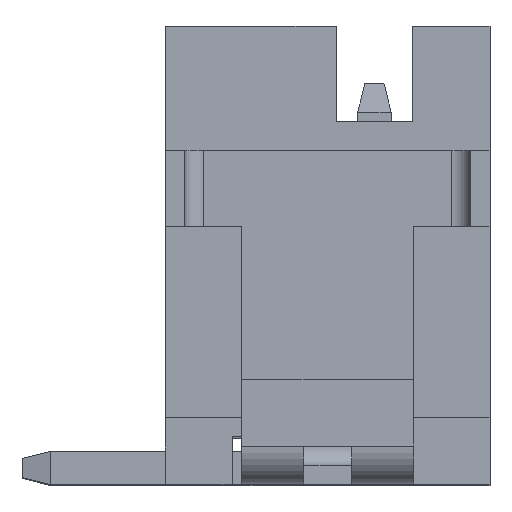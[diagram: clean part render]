
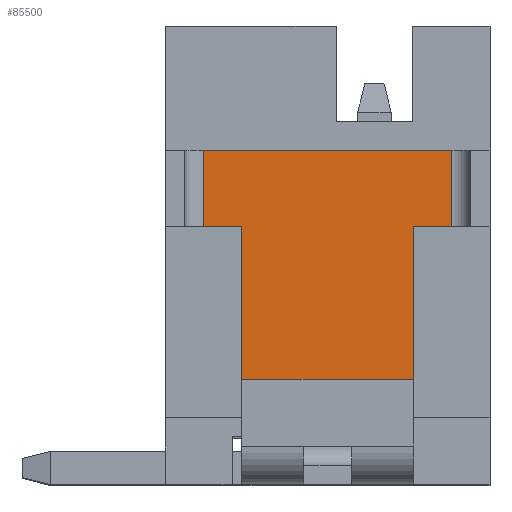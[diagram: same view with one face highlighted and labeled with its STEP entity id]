
A CAD part, top view. The second image highlights one B-rep face of the part: STEP entity #85500.
In plain terms, the highlighted planar face has unit normal (0, 0, 1).
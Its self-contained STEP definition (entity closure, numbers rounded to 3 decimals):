
#44820=CARTESIAN_POINT('',(0.783,1.47,9.15));
#44830=VERTEX_POINT('',#44820);
#44860=CARTESIAN_POINT('',(0.,1.47,9.15));
#44870=DIRECTION('',(1.,0.,0.));
#44880=VECTOR('',#44870,1.);
#44890=LINE('',#44860,#44880);
#44900=CARTESIAN_POINT('',(-1.817,1.47,9.15));
#44910=VERTEX_POINT('',#44900);
#44920=EDGE_CURVE('',#44910,#44830,#44890,.T.);
#65040=CARTESIAN_POINT('',(0.383,-1.63,9.15));
#65050=VERTEX_POINT('',#65040);
#65080=CARTESIAN_POINT('',(0.383,0.,9.15)
);
#65090=DIRECTION('',(0.,-1.,0.));
#65100=VECTOR('',#65090,1.);
#65110=LINE('',#65080,#65100);
#65120=CARTESIAN_POINT('',(0.383,-1.03,9.15));
#65130=VERTEX_POINT('',#65120);
#65140=EDGE_CURVE('',#65130,#65050,#65110,.T.);
#66900=CARTESIAN_POINT('',(-1.417,-1.03,9.15));
#66910=VERTEX_POINT('',#66900);
#66940=CARTESIAN_POINT('',(-1.417,0.,9.15));
#66950=DIRECTION('',(0.,1.,0.));
#66960=VECTOR('',#66950,1.);
#66970=LINE('',#66940,#66960);
#66980=CARTESIAN_POINT('',(-1.417,-1.63,9.15));
#66990=VERTEX_POINT('',#66980);
#67000=EDGE_CURVE('',#66990,#66910,#66970,.T.);
#67720=CARTESIAN_POINT('',(-1.517,-1.03,9.15));
#67730=VERTEX_POINT('',#67720);
#67780=CARTESIAN_POINT('',(0.,-1.03,9.15))
;
#67790=DIRECTION('',(-1.,0.,0.));
#67800=VECTOR('',#67790,1.);
#67810=LINE('',#67780,#67800);
#67820=EDGE_CURVE('',#66910,#67730,#67810,.T.);
#67990=CARTESIAN_POINT('',(-2.217,-1.63,9.15));
#68000=DIRECTION('',(1.,0.,0.));
#68010=VECTOR('',#68000,1.);
#68020=LINE('',#67990,#68010);
#68030=EDGE_CURVE('',#66990,#65050,#68020,.T.);
#68920=CARTESIAN_POINT('',(0.683,0.67,9.15));
#68930=VERTEX_POINT('',#68920);
#68960=CARTESIAN_POINT('',(0.,0.67,9.15));
#68970=DIRECTION('',(1.,0.,0.));
#68980=VECTOR('',#68970,1.);
#68990=LINE('',#68960,#68980);
#69000=CARTESIAN_POINT('',(0.783,0.67,9.15));
#69010=VERTEX_POINT('',#69000);
#69020=EDGE_CURVE('',#68930,#69010,#68990,.T.);
#70320=CARTESIAN_POINT('',(0.683,-0.78,9.15));
#70330=VERTEX_POINT('',#70320);
#70360=CARTESIAN_POINT('',(0.683,0.,9.15));
#70370=DIRECTION('',(0.,1.,0.));
#70380=VECTOR('',#70370,1.);
#70390=LINE('',#70360,#70380);
#70400=CARTESIAN_POINT('',(0.683,-0.53,9.15));
#70410=VERTEX_POINT('',#70400);
#70420=EDGE_CURVE('',#70330,#70410,#70390,.T.);
#70600=CARTESIAN_POINT('',(0.683,-0.364,9.15));
#70610=VERTEX_POINT('',#70600);
#70640=CARTESIAN_POINT('',(0.683,-0.03,9.15));
#70650=VERTEX_POINT('',#70640);
#70660=EDGE_CURVE('',#70610,#70650,#70390,.T.);
#71030=CARTESIAN_POINT('',(0.483,-1.03,9.15));
#71040=VERTEX_POINT('',#71030);
#71070=CARTESIAN_POINT('',(0.469,-0.83,9.15));
#71080=DIRECTION('',(0.,0.,-1.));
#71090=DIRECTION('',(-1.,0.,0.));
#71100=AXIS2_PLACEMENT_3D('',#71070,#71080,#71090);
#71110=CIRCLE('',#71100,0.2);
#71120=CARTESIAN_POINT('',(0.665,-0.87,9.15));
#71130=VERTEX_POINT('',#71120);
#71140=EDGE_CURVE('',#71130,#71040,#71110,.T.);
#71470=CARTESIAN_POINT('',(0.,-1.03,9.15))
;
#71480=DIRECTION('',(-1.,0.,0.));
#71490=VECTOR('',#71480,1.);
#71500=LINE('',#71470,#71490);
#71510=EDGE_CURVE('',#71040,#65130,#71500,.T.);
#71680=CARTESIAN_POINT('',(0.839,0.,9.15));
#71690=DIRECTION('',(-0.196,-0.981,
0.));
#71700=VECTOR('',#71690,1.);
#71710=LINE('',#71680,#71700);
#71720=EDGE_CURVE('',#70330,#71130,#71710,.T.);
#71840=CARTESIAN_POINT('',(0.,-0.53,9.15)
);
#71850=DIRECTION('',(1.,0.,0.));
#71860=VECTOR('',#71850,1.);
#71870=LINE('',#71840,#71860);
#71880=CARTESIAN_POINT('',(0.633,-0.53,9.15));
#71890=VERTEX_POINT('',#71880);
#71900=EDGE_CURVE('',#71890,#70410,#71870,.T.);
#72210=CARTESIAN_POINT('',(0.792,0.,9.15))
;
#72220=DIRECTION('',(-0.287,-0.958,
0.));
#72230=VECTOR('',#72220,1.);
#72240=LINE('',#72210,#72230);
#72250=EDGE_CURVE('',#70610,#71890,#72240,.T.);
#72370=CARTESIAN_POINT('',(0.,-0.03,9.15
));
#72380=DIRECTION('',(1.,0.,0.));
#72390=VECTOR('',#72380,1.);
#72400=LINE('',#72370,#72390);
#72410=CARTESIAN_POINT('',(0.633,-0.03,9.15));
#72420=VERTEX_POINT('',#72410);
#72430=EDGE_CURVE('',#72420,#70650,#72400,.T.);
#72680=CARTESIAN_POINT('',(0.633,0.,9.15)
);
#72690=DIRECTION('',(0.,-1.,0.));
#72700=VECTOR('',#72690,1.);
#72710=LINE('',#72680,#72700);
#72720=CARTESIAN_POINT('',(0.633,0.67,9.15));
#72730=VERTEX_POINT('',#72720);
#72740=EDGE_CURVE('',#72730,#72420,#72710,.T.);
#73050=CARTESIAN_POINT('',(0.,0.67,9.15));
#73060=DIRECTION('',(1.,0.,0.));
#73070=VECTOR('',#73060,1.);
#73080=LINE('',#73050,#73070);
#73090=EDGE_CURVE('',#72730,#68930,#73080,.T.);
#73210=CARTESIAN_POINT('',(0.783,0.,9.15)
);
#73220=DIRECTION('',(0.,1.,0.));
#73230=VECTOR('',#73220,1.);
#73240=LINE('',#73210,#73230);
#73250=EDGE_CURVE('',#69010,#44830,#73240,.T.);
#82010=CARTESIAN_POINT('',(-1.817,0.,9.15));
#82020=DIRECTION('',(0.,-1.,0.));
#82030=VECTOR('',#82020,1.);
#82040=LINE('',#82010,#82030);
#82050=CARTESIAN_POINT('',(-1.817,0.67,9.15));
#82060=VERTEX_POINT('',#82050);
#82070=EDGE_CURVE('',#44910,#82060,#82040,.T.);
#82250=CARTESIAN_POINT('',(0.,0.67,9.15));
#82260=DIRECTION('',(1.,0.,0.));
#82270=VECTOR('',#82260,1.);
#82280=LINE('',#82250,#82270);
#82290=CARTESIAN_POINT('',(-1.717,0.67,9.15));
#82300=VERTEX_POINT('',#82290);
#82310=EDGE_CURVE('',#82060,#82300,#82280,.T.);
#83170=CARTESIAN_POINT('',(-1.717,-0.03,9.15));
#83180=VERTEX_POINT('',#83170);
#83210=CARTESIAN_POINT('',(-1.717,0.,9.15));
#83220=DIRECTION('',(0.,-1.,0.));
#83230=VECTOR('',#83220,1.);
#83240=LINE('',#83210,#83230);
#83250=CARTESIAN_POINT('',(-1.717,-0.364,9.15));
#83260=VERTEX_POINT('',#83250);
#83270=EDGE_CURVE('',#83180,#83260,#83240,.T.);
#83450=CARTESIAN_POINT('',(-1.717,-0.53,9.15));
#83460=VERTEX_POINT('',#83450);
#83490=CARTESIAN_POINT('',(-1.717,-0.78,9.15));
#83500=VERTEX_POINT('',#83490);
#83510=EDGE_CURVE('',#83460,#83500,#83240,.T.);
#83740=CARTESIAN_POINT('',(0.,0.67,9.15));
#83750=DIRECTION('',(1.,0.,0.));
#83760=VECTOR('',#83750,1.);
#83770=LINE('',#83740,#83760);
#83780=CARTESIAN_POINT('',(-1.667,0.67,9.15));
#83790=VERTEX_POINT('',#83780);
#83800=EDGE_CURVE('',#82300,#83790,#83770,.T.);
#84250=CARTESIAN_POINT('',(-1.667,0.,9.15));
#84260=DIRECTION('',(0.,1.,0.));
#84270=VECTOR('',#84260,1.);
#84280=LINE('',#84250,#84270);
#84290=CARTESIAN_POINT('',(-1.667,-0.03,9.15));
#84300=VERTEX_POINT('',#84290);
#84310=EDGE_CURVE('',#84300,#83790,#84280,.T.);
#84490=CARTESIAN_POINT('',(-1.873,0.,9.15));
#84500=DIRECTION('',(-0.196,0.981,
0.));
#84510=VECTOR('',#84500,1.);
#84520=LINE('',#84490,#84510);
#84530=CARTESIAN_POINT('',(-1.699,-0.87,9.15));
#84540=VERTEX_POINT('',#84530);
#84550=EDGE_CURVE('',#84540,#83500,#84520,.T.);
#84800=CARTESIAN_POINT('',(-1.503,-0.83,9.15));
#84810=DIRECTION('',(0.,0.,1.));
#84820=DIRECTION('',(1.,0.,0.));
#84830=AXIS2_PLACEMENT_3D('',#84800,#84810,#84820);
#84840=CIRCLE('',#84830,0.2);
#84850=EDGE_CURVE('',#84540,#67730,#84840,.T.);
#84980=CARTESIAN_POINT('',(-2.217,1.47,9.15));
#84990=DIRECTION('',(0.,0.,-1.));
#85000=DIRECTION('',(0.,1.,0.));
#85010=AXIS2_PLACEMENT_3D('',#84980,#84990,#85000);
#85020=PLANE('',#85010);
#85030=ORIENTED_EDGE('',*,*,#67820,.F.);
#85040=ORIENTED_EDGE('',*,*,#84850,.T.);
#85050=ORIENTED_EDGE('',*,*,#84550,.F.);
#85060=ORIENTED_EDGE('',*,*,#83510,.T.);
#85070=CARTESIAN_POINT('',(0.,-0.53,9.15)
);
#85080=DIRECTION('',(1.,0.,0.));
#85090=VECTOR('',#85080,1.);
#85100=LINE('',#85070,#85090);
#85110=CARTESIAN_POINT('',(-1.667,-0.53,9.15));
#85120=VERTEX_POINT('',#85110);
#85130=EDGE_CURVE('',#83460,#85120,#85100,.T.);
#85140=ORIENTED_EDGE('',*,*,#85130,.F.);
#85150=CARTESIAN_POINT('',(-1.826,0.,9.15));
#85160=DIRECTION('',(-0.287,0.958,
0.));
#85170=VECTOR('',#85160,1.);
#85180=LINE('',#85150,#85170);
#85190=EDGE_CURVE('',#85120,#83260,#85180,.T.);
#85200=ORIENTED_EDGE('',*,*,#85190,.F.);
#85210=ORIENTED_EDGE('',*,*,#83270,.T.);
#85220=CARTESIAN_POINT('',(0.,-0.03,9.15
));
#85230=DIRECTION('',(1.,0.,0.));
#85240=VECTOR('',#85230,1.);
#85250=LINE('',#85220,#85240);
#85260=EDGE_CURVE('',#83180,#84300,#85250,.T.);
#85270=ORIENTED_EDGE('',*,*,#85260,.F.);
#85280=ORIENTED_EDGE('',*,*,#84310,.F.);
#85290=ORIENTED_EDGE('',*,*,#83800,.T.);
#85300=ORIENTED_EDGE('',*,*,#82310,.T.);
#85310=ORIENTED_EDGE('',*,*,#82070,.T.);
#85320=ORIENTED_EDGE('',*,*,#44920,.F.);
#85330=ORIENTED_EDGE('',*,*,#73250,.T.);
#85340=ORIENTED_EDGE('',*,*,#69020,.T.);
#85350=ORIENTED_EDGE('',*,*,#73090,.T.);
#85360=ORIENTED_EDGE('',*,*,#72740,.F.);
#85370=ORIENTED_EDGE('',*,*,#72430,.F.);
#85380=ORIENTED_EDGE('',*,*,#70660,.T.);
#85390=ORIENTED_EDGE('',*,*,#72250,.F.);
#85400=ORIENTED_EDGE('',*,*,#71900,.F.);
#85410=ORIENTED_EDGE('',*,*,#70420,.T.);
#85420=ORIENTED_EDGE('',*,*,#71720,.F.);
#85430=ORIENTED_EDGE('',*,*,#71140,.F.);
#85440=ORIENTED_EDGE('',*,*,#71510,.F.);
#85450=ORIENTED_EDGE('',*,*,#65140,.F.);
#85460=ORIENTED_EDGE('',*,*,#68030,.T.);
#85470=ORIENTED_EDGE('',*,*,#67000,.F.);
#85480=EDGE_LOOP('',(#85470,#85460,#85450,#85440,#85430,#85420,#85410,
#85400,#85390,#85380,#85370,#85360,#85350,#85340,#85330,#85320,#85310,
#85300,#85290,#85280,#85270,#85210,#85200,#85140,#85060,#85050,#85040,
#85030));
#85490=FACE_OUTER_BOUND('',#85480,.T.);
#85500=ADVANCED_FACE('',(#85490),#85020,.F.);
